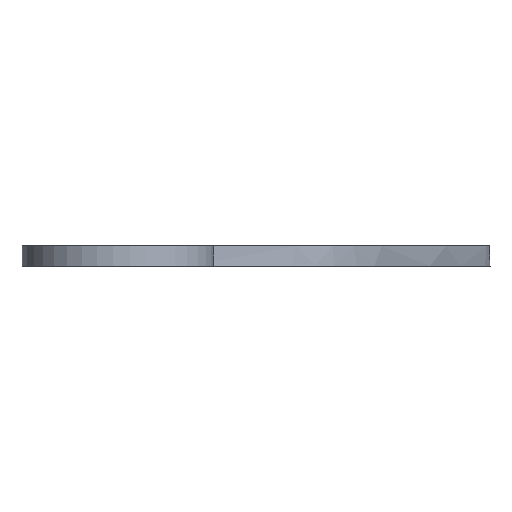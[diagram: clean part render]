
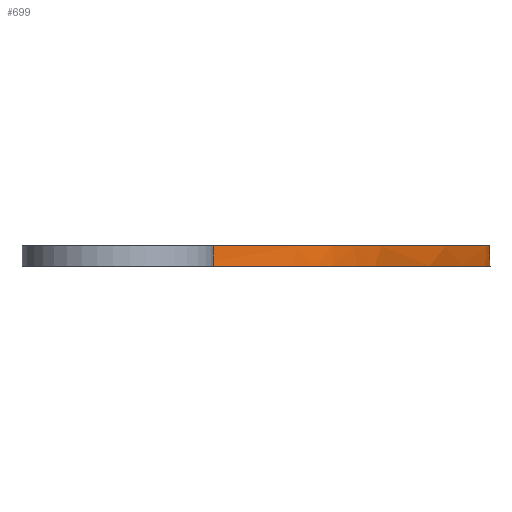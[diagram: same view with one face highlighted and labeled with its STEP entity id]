
A CAD part, left-side view. The second image highlights one B-rep face of the part: STEP entity #699.
In plain terms, the highlighted free-form (B-spline) face has degree [3, 1] with [12, 2] control points.
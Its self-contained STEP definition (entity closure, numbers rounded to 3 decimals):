
#61=B_SPLINE_SURFACE_WITH_KNOTS('',3,1,((#1403,#1404),(#1405,#1406),(#1407,
#1408),(#1409,#1410),(#1411,#1412),(#1413,#1414),(#1415,#1416),(#1417,#1418),
(#1419,#1420),(#1421,#1422),(#1423,#1424),(#1425,#1426)),.UNSPECIFIED.,
 .F.,.F.,.F.,(4,1,1,1,1,1,1,1,1,4),(2,2),(0.,1.917,3.834,
7.667,11.334,15.,16.212,17.423,
18.325,19.227),(0.,1.081),.UNSPECIFIED.);
#88=FACE_OUTER_BOUND('',#134,.T.);
#134=EDGE_LOOP('',(#602,#603,#604,#605));
#156=B_SPLINE_CURVE_WITH_KNOTS('',3,(#1140,#1141,#1142,#1143,#1144,#1145,
#1146,#1147,#1148,#1149,#1150,#1151),.UNSPECIFIED.,.F.,.F.,(4,1,1,1,1,1,
1,1,1,4),(-23.465,-21.126,-18.786,-14.107,
-9.633,-5.158,-3.679,-2.201,
-1.1,0.),.UNSPECIFIED.);
#169=B_SPLINE_CURVE_WITH_KNOTS('',3,(#1356,#1357,#1358,#1359,#1360,#1361,
#1362,#1363,#1364,#1365,#1366,#1367),.UNSPECIFIED.,.F.,.F.,(4,1,1,1,1,1,
1,1,1,4),(-14.725,-14.034,-13.343,-12.416,
-11.488,-8.68,-5.872,-2.936,
-1.468,0.),.UNSPECIFIED.);
#214=LINE('',#1401,#273);
#216=LINE('',#1427,#275);
#273=VECTOR('',#903,10.);
#275=VECTOR('',#905,10.);
#306=VERTEX_POINT('',#1138);
#307=VERTEX_POINT('',#1139);
#345=VERTEX_POINT('',#1353);
#346=VERTEX_POINT('',#1355);
#381=EDGE_CURVE('',#306,#307,#156,.T.);
#425=EDGE_CURVE('',#346,#345,#169,.T.);
#443=EDGE_CURVE('',#307,#346,#214,.T.);
#445=EDGE_CURVE('',#306,#345,#216,.T.);
#602=ORIENTED_EDGE('',*,*,#425,.T.);
#603=ORIENTED_EDGE('',*,*,#445,.F.);
#604=ORIENTED_EDGE('',*,*,#381,.T.);
#605=ORIENTED_EDGE('',*,*,#443,.T.);
#699=ADVANCED_FACE('',(#88),#61,.T.);
#903=DIRECTION('',(0.,0.,-1.));
#905=DIRECTION('',(0.,0.,-1.));
#1138=CARTESIAN_POINT('',(199.023,2.631,6.3));
#1139=CARTESIAN_POINT('',(47.018,93.894,6.3));
#1140=CARTESIAN_POINT('Ctrl Pts',(199.023,2.631,6.3));
#1141=CARTESIAN_POINT('Ctrl Pts',(193.159,1.671,6.3));
#1142=CARTESIAN_POINT('Ctrl Pts',(179.917,6.799,6.3));
#1143=CARTESIAN_POINT('Ctrl Pts',(156.362,14.75,6.3));
#1144=CARTESIAN_POINT('Ctrl Pts',(128.403,29.484,6.3));
#1145=CARTESIAN_POINT('Ctrl Pts',(94.807,47.192,6.3));
#1146=CARTESIAN_POINT('Ctrl Pts',(81.216,73.973,6.3));
#1147=CARTESIAN_POINT('Ctrl Pts',(72.072,90.739,6.3));
#1148=CARTESIAN_POINT('Ctrl Pts',(64.89,102.508,6.3));
#1149=CARTESIAN_POINT('Ctrl Pts',(55.439,97.45,6.3));
#1150=CARTESIAN_POINT('Ctrl Pts',(49.242,95.426,6.3));
#1151=CARTESIAN_POINT('Ctrl Pts',(47.018,93.894,6.3));
#1353=CARTESIAN_POINT('',(199.023,2.631,0.));
#1355=CARTESIAN_POINT('',(47.018,93.894,0.));
#1356=CARTESIAN_POINT('Ctrl Pts',(47.018,93.894,0.));
#1357=CARTESIAN_POINT('Ctrl Pts',(49.242,95.426,0.));
#1358=CARTESIAN_POINT('Ctrl Pts',(55.439,97.45,0.));
#1359=CARTESIAN_POINT('Ctrl Pts',(64.89,102.508,0.));
#1360=CARTESIAN_POINT('Ctrl Pts',(72.072,90.739,0.));
#1361=CARTESIAN_POINT('Ctrl Pts',(81.216,73.973,0.));
#1362=CARTESIAN_POINT('Ctrl Pts',(94.807,47.192,0.));
#1363=CARTESIAN_POINT('Ctrl Pts',(128.403,29.484,0.));
#1364=CARTESIAN_POINT('Ctrl Pts',(156.362,14.75,0.));
#1365=CARTESIAN_POINT('Ctrl Pts',(179.917,6.799,0.));
#1366=CARTESIAN_POINT('Ctrl Pts',(193.159,1.671,0.));
#1367=CARTESIAN_POINT('Ctrl Pts',(199.023,2.631,0.));
#1401=CARTESIAN_POINT('',(47.018,93.894,7.656));
#1403=CARTESIAN_POINT('Ctrl Pts',(199.023,2.631,7.656));
#1404=CARTESIAN_POINT('Ctrl Pts',(199.023,2.631,-3.159));
#1405=CARTESIAN_POINT('Ctrl Pts',(193.159,1.671,7.656));
#1406=CARTESIAN_POINT('Ctrl Pts',(193.159,1.671,-3.159));
#1407=CARTESIAN_POINT('Ctrl Pts',(179.917,6.799,7.656));
#1408=CARTESIAN_POINT('Ctrl Pts',(179.917,6.799,-3.159));
#1409=CARTESIAN_POINT('Ctrl Pts',(156.362,14.75,7.656));
#1410=CARTESIAN_POINT('Ctrl Pts',(156.362,14.75,-3.159));
#1411=CARTESIAN_POINT('Ctrl Pts',(128.403,29.484,7.656));
#1412=CARTESIAN_POINT('Ctrl Pts',(128.403,29.484,-3.159));
#1413=CARTESIAN_POINT('Ctrl Pts',(94.807,47.192,7.656));
#1414=CARTESIAN_POINT('Ctrl Pts',(94.807,47.192,-3.159));
#1415=CARTESIAN_POINT('Ctrl Pts',(81.216,73.973,7.656));
#1416=CARTESIAN_POINT('Ctrl Pts',(81.216,73.973,-3.159));
#1417=CARTESIAN_POINT('Ctrl Pts',(72.072,90.739,7.656));
#1418=CARTESIAN_POINT('Ctrl Pts',(72.072,90.739,-3.159));
#1419=CARTESIAN_POINT('Ctrl Pts',(64.89,102.508,7.656));
#1420=CARTESIAN_POINT('Ctrl Pts',(64.89,102.508,-3.159));
#1421=CARTESIAN_POINT('Ctrl Pts',(55.439,97.45,7.656));
#1422=CARTESIAN_POINT('Ctrl Pts',(55.439,97.45,-3.159));
#1423=CARTESIAN_POINT('Ctrl Pts',(49.242,95.426,7.656));
#1424=CARTESIAN_POINT('Ctrl Pts',(49.242,95.426,-3.159));
#1425=CARTESIAN_POINT('Ctrl Pts',(47.018,93.894,7.656));
#1426=CARTESIAN_POINT('Ctrl Pts',(47.018,93.894,-3.159));
#1427=CARTESIAN_POINT('',(199.023,2.631,7.656));
